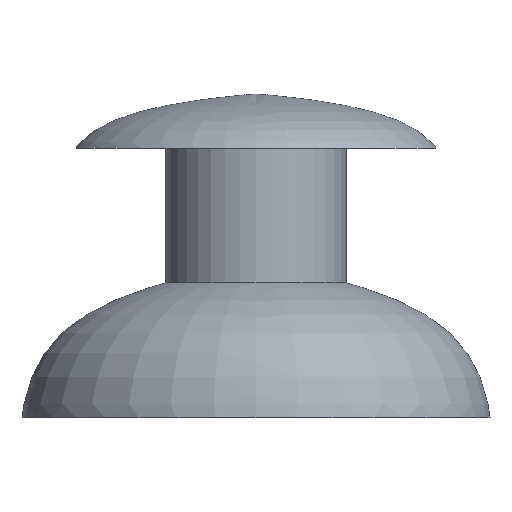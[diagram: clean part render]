
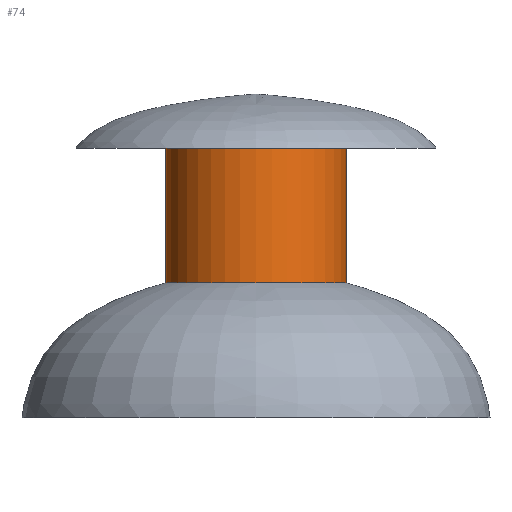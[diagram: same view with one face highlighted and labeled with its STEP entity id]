
A CAD part, front view. The second image highlights one B-rep face of the part: STEP entity #74.
In plain terms, the highlighted cylindrical face has radius 5 mm (diameter 10 mm), a full revolution.
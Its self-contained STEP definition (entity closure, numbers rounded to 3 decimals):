
#16=LINE('',#431,#17);
#17=VECTOR('',#114,5.);
#18=CYLINDRICAL_SURFACE('',#95,5.);
#24=FACE_OUTER_BOUND('',#29,.T.);
#29=EDGE_LOOP('',(#62,#63,#64,#65,#66));
#34=CIRCLE('',#93,5.);
#35=CIRCLE('',#94,5.);
#36=CIRCLE('',#96,5.);
#42=VERTEX_POINT('',#409);
#43=VERTEX_POINT('',#425);
#44=VERTEX_POINT('',#429);
#49=EDGE_CURVE('',#43,#42,#34,.T.);
#50=EDGE_CURVE('',#42,#43,#35,.T.);
#51=EDGE_CURVE('',#44,#44,#36,.T.);
#52=EDGE_CURVE('',#44,#43,#16,.T.);
#62=ORIENTED_EDGE('',*,*,#51,.F.);
#63=ORIENTED_EDGE('',*,*,#52,.T.);
#64=ORIENTED_EDGE('',*,*,#49,.T.);
#65=ORIENTED_EDGE('',*,*,#50,.T.);
#66=ORIENTED_EDGE('',*,*,#52,.F.);
#74=ADVANCED_FACE('',(#24),#18,.T.);
#93=AXIS2_PLACEMENT_3D('',#426,#106,#107);
#94=AXIS2_PLACEMENT_3D('',#427,#108,#109);
#95=AXIS2_PLACEMENT_3D('',#428,#110,#111);
#96=AXIS2_PLACEMENT_3D('',#430,#112,#113);
#106=DIRECTION('center_axis',(0.,0.,1.));
#107=DIRECTION('ref_axis',(1.,0.,0.));
#108=DIRECTION('center_axis',(0.,0.,1.));
#109=DIRECTION('ref_axis',(1.,0.,0.));
#110=DIRECTION('center_axis',(0.,0.,1.));
#111=DIRECTION('ref_axis',(0.,-1.,0.));
#112=DIRECTION('center_axis',(0.,0.,1.));
#113=DIRECTION('ref_axis',(1.,0.,0.));
#114=DIRECTION('',(0.,0.,-1.));
#409=CARTESIAN_POINT('',(0.,-5.,7.5));
#425=CARTESIAN_POINT('',(0.,5.,7.5));
#426=CARTESIAN_POINT('Origin',(0.,0.,7.5));
#427=CARTESIAN_POINT('Origin',(0.,0.,7.5));
#428=CARTESIAN_POINT('Origin',(0.,0.,11.25));
#429=CARTESIAN_POINT('',(0.,5.,15.));
#430=CARTESIAN_POINT('Origin',(0.,0.,15.));
#431=CARTESIAN_POINT('',(0.,5.,11.25));
